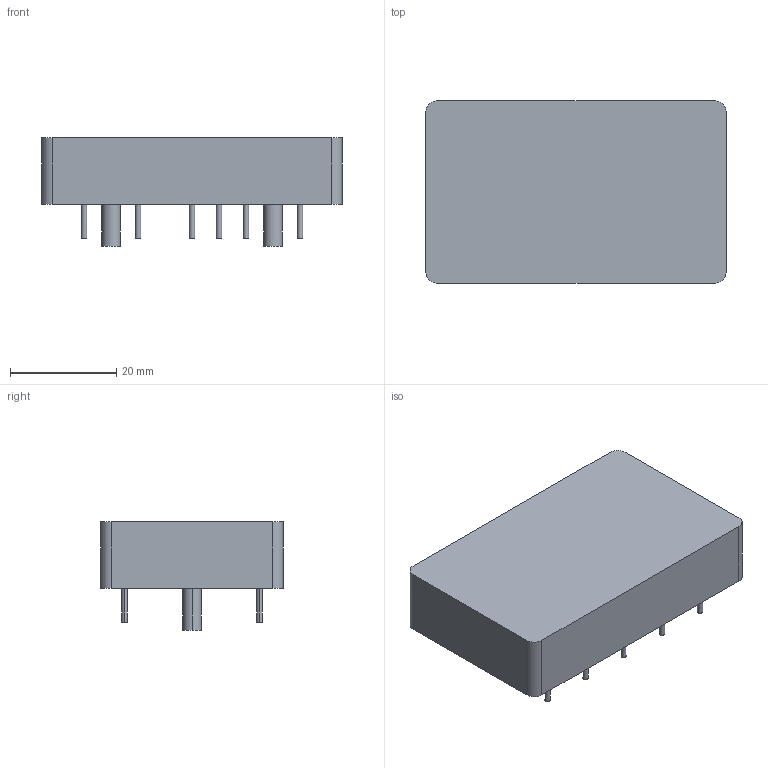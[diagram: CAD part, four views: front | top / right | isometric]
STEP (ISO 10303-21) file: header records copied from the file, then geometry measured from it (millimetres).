
FILE_DESCRIPTION((''),'2;1');
FILE_NAME('PE.stp','2019-11-01T09:33:56',(''),(''),'Mechanical Desktop 2009','Mechanical Desktop 2009',', , ');
FILE_SCHEMA(('CONFIG_CONTROL_DESIGN'));
Length unit declared in the file: inch
Products named in the file (2): PE; PART1
Assembly tree (1 placements, depth 2):
  PE
    PART1
Bounding box: 56.52 x 34.29 x 20.45 mm (x, y, z)
Volume: 24534.4 mm3; surface area: 6524.9 mm2
Topology: 1 solids, 1 shells, 52 faces, 108 edges, 72 vertices
Faces by surface type: cylinder 32, plane 20
Entity records: 1527 total; most frequent: DIRECTION 280, CARTESIAN_POINT 234, ORIENTED_EDGE 216, AXIS2_PLACEMENT_3D 118, EDGE_CURVE 108, VERTEX_POINT 72, EDGE_LOOP 66, CIRCLE 64
